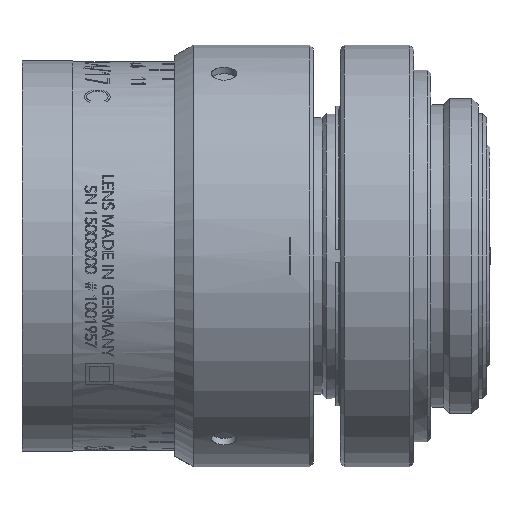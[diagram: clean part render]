
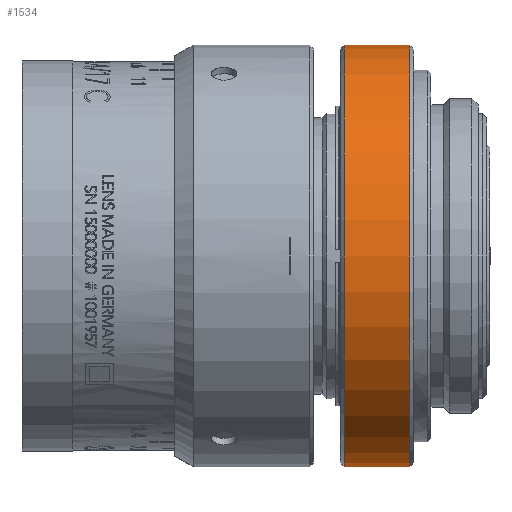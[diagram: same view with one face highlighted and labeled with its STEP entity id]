
A CAD part, front view. The second image highlights one B-rep face of the part: STEP entity #1534.
In plain terms, the highlighted cylindrical face has radius 17 mm (diameter 34 mm), a partial arc.
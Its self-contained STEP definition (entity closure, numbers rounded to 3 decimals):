
#1534=ADVANCED_FACE('',(#3941,#3942,#3943),#1926,.T.);
#1926=CYLINDRICAL_SURFACE('',#14197,17.);
#2388=CIRCLE('',#14190,17.);
#2389=CIRCLE('',#14192,17.);
#2390=CIRCLE('',#14193,17.);
#2391=CIRCLE('',#14194,17.);
#2392=CIRCLE('',#14195,17.);
#2393=CIRCLE('',#14196,17.);
#2654=LINE('',#22827,#3127);
#2663=LINE('',#22852,#3136);
#2669=LINE('',#22892,#3142);
#2878=LINE('',#25130,#3351);
#3127=VECTOR('',#15301,1.);
#3136=VECTOR('',#15318,1.);
#3142=VECTOR('',#15328,1.);
#3351=VECTOR('',#16679,1.);
#3941=FACE_BOUND('',#4842,.T.);
#3942=FACE_BOUND('',#4843,.T.);
#3943=FACE_BOUND('',#4844,.T.);
#4842=EDGE_LOOP('',(#8070,#8071,#8072,#8073));
#4843=EDGE_LOOP('',(#8074,#8075,#8076,#8077));
#4844=EDGE_LOOP('',(#8078,#8079,#8080,#8081));
#8070=ORIENTED_EDGE('',*,*,#12058,.T.);
#8071=ORIENTED_EDGE('',*,*,#12059,.T.);
#8072=ORIENTED_EDGE('',*,*,#12060,.T.);
#8073=ORIENTED_EDGE('',*,*,#12061,.T.);
#8074=ORIENTED_EDGE('',*,*,#12062,.T.);
#8075=ORIENTED_EDGE('',*,*,#11497,.T.);
#8076=ORIENTED_EDGE('',*,*,#12063,.T.);
#8077=ORIENTED_EDGE('',*,*,#11489,.T.);
#8078=ORIENTED_EDGE('',*,*,#12057,.T.);
#8079=ORIENTED_EDGE('',*,*,#11520,.T.);
#8080=ORIENTED_EDGE('',*,*,#12064,.F.);
#8081=ORIENTED_EDGE('',*,*,#11509,.F.);
#9831=VERTEX_POINT('',#22787);
#9832=VERTEX_POINT('',#22798);
#9837=VERTEX_POINT('',#22826);
#9838=VERTEX_POINT('',#22828);
#9845=VERTEX_POINT('',#22851);
#9846=VERTEX_POINT('',#22853);
#9855=VERTEX_POINT('',#22891);
#9856=VERTEX_POINT('',#22893);
#10234=VERTEX_POINT('',#25131);
#10235=VERTEX_POINT('',#25132);
#10236=VERTEX_POINT('',#25134);
#10237=VERTEX_POINT('',#25145);
#11489=EDGE_CURVE('',#9832,#9831,#13112,.T.);
#11497=EDGE_CURVE('',#9838,#9837,#2654,.T.);
#11509=EDGE_CURVE('',#9845,#9846,#2663,.T.);
#11520=EDGE_CURVE('',#9856,#9855,#2669,.T.);
#12057=EDGE_CURVE('',#9845,#9856,#2388,.T.);
#12058=EDGE_CURVE('',#10234,#10235,#2878,.T.);
#12059=EDGE_CURVE('',#10235,#10236,#2389,.T.);
#12060=EDGE_CURVE('',#10236,#10237,#13166,.T.);
#12061=EDGE_CURVE('',#10237,#10234,#2390,.T.);
#12062=EDGE_CURVE('',#9831,#9838,#2391,.T.);
#12063=EDGE_CURVE('',#9837,#9832,#2392,.T.);
#12064=EDGE_CURVE('',#9846,#9855,#2393,.T.);
#13112=B_SPLINE_CURVE_WITH_KNOTS('',3,(#22788,#22789,#22790,#22791,#22792,
#22793,#22794,#22795,#22796,#22797),.UNSPECIFIED.,.F.,.F.,(4,2,2,2,4),(0.,
0.25,0.5,0.75,1.),.UNSPECIFIED.);
#13166=B_SPLINE_CURVE_WITH_KNOTS('',3,(#25135,#25136,#25137,#25138,#25139,
#25140,#25141,#25142,#25143,#25144),.UNSPECIFIED.,.F.,.F.,(4,2,2,2,4),(0.,
0.25,0.5,0.75,1.),.UNSPECIFIED.);
#14190=AXIS2_PLACEMENT_3D('',#25128,#16675,#16676);
#14192=AXIS2_PLACEMENT_3D('',#25133,#16680,#16681);
#14193=AXIS2_PLACEMENT_3D('',#25146,#16682,#16683);
#14194=AXIS2_PLACEMENT_3D('',#25147,#16684,#16685);
#14195=AXIS2_PLACEMENT_3D('',#25148,#16686,#16687);
#14196=AXIS2_PLACEMENT_3D('',#25149,#16688,#16689);
#14197=AXIS2_PLACEMENT_3D('',#25150,#16690,#16691);
#15301=DIRECTION('',(1.,0.,0.));
#15318=DIRECTION('',(1.,0.,0.));
#15328=DIRECTION('',(1.,0.,0.));
#16675=DIRECTION('',(1.,0.,0.));
#16676=DIRECTION('',(0.,0.,-1.));
#16679=DIRECTION('',(-1.,0.,0.));
#16680=DIRECTION('',(-1.,0.,0.));
#16681=DIRECTION('',(0.,1.,0.));
#16682=DIRECTION('',(1.,0.,0.));
#16683=DIRECTION('',(0.,-1.,0.));
#16684=DIRECTION('',(-1.,0.,0.));
#16685=DIRECTION('',(0.,1.,0.));
#16686=DIRECTION('',(1.,0.,0.));
#16687=DIRECTION('',(0.,-1.,0.));
#16688=DIRECTION('',(1.,0.,0.));
#16689=DIRECTION('',(0.,0.,-1.));
#16690=DIRECTION('',(1.,0.,0.));
#16691=DIRECTION('',(0.,0.,-1.));
#22787=CARTESIAN_POINT('',(-24.37,13.5,10.332));
#22788=CARTESIAN_POINT('',(-19.37,13.5,10.332));
#22789=CARTESIAN_POINT('',(-19.37,13.003,10.981));
#22790=CARTESIAN_POINT('',(-19.51,12.453,11.594));
#22791=CARTESIAN_POINT('',(-20.309,11.444,12.591));
#22792=CARTESIAN_POINT('',(-21.047,11.002,12.959));
#22793=CARTESIAN_POINT('',(-22.678,10.998,12.964));
#22794=CARTESIAN_POINT('',(-23.419,11.432,12.602));
#22795=CARTESIAN_POINT('',(-24.231,12.451,11.597));
#22796=CARTESIAN_POINT('',(-24.37,13.002,10.983));
#22797=CARTESIAN_POINT('',(-24.37,13.5,10.332));
#22798=CARTESIAN_POINT('',(-19.37,13.5,10.332));
#22826=CARTESIAN_POINT('',(-19.37,16.217,5.1));
#22827=CARTESIAN_POINT('',(-18.92,16.217,5.1));
#22828=CARTESIAN_POINT('',(-24.37,16.217,5.1));
#22851=CARTESIAN_POINT('',(-24.52,16.983,0.75));
#22852=CARTESIAN_POINT('',(-18.92,16.983,0.75));
#22853=CARTESIAN_POINT('',(-19.22,16.983,0.75));
#22891=CARTESIAN_POINT('',(-19.22,16.983,-0.75));
#22892=CARTESIAN_POINT('',(-18.92,16.983,-0.75));
#22893=CARTESIAN_POINT('',(-24.52,16.983,-0.75));
#25128=CARTESIAN_POINT('',(-24.52,0.,0.));
#25130=CARTESIAN_POINT('',(-18.92,15.708,-6.5));
#25131=CARTESIAN_POINT('',(-20.12,15.708,-6.5));
#25132=CARTESIAN_POINT('',(-23.62,15.708,-6.5));
#25133=CARTESIAN_POINT('',(-23.62,0.,0.));
#25134=CARTESIAN_POINT('',(-23.62,13.5,-10.332));
#25135=CARTESIAN_POINT('',(-23.62,13.5,-10.332));
#25136=CARTESIAN_POINT('',(-23.62,13.146,-10.795));
#25137=CARTESIAN_POINT('',(-23.519,12.766,-11.238));
#25138=CARTESIAN_POINT('',(-22.969,12.067,-11.985));
#25139=CARTESIAN_POINT('',(-22.457,11.752,-12.284));
#25140=CARTESIAN_POINT('',(-21.294,11.748,-12.287));
#25141=CARTESIAN_POINT('',(-20.778,12.061,-11.992));
#25142=CARTESIAN_POINT('',(-20.221,12.762,-11.242));
#25143=CARTESIAN_POINT('',(-20.12,13.145,-10.796));
#25144=CARTESIAN_POINT('',(-20.12,13.5,-10.332));
#25145=CARTESIAN_POINT('',(-20.12,13.5,-10.332));
#25146=CARTESIAN_POINT('',(-20.12,0.,0.));
#25147=CARTESIAN_POINT('',(-24.37,0.,0.));
#25148=CARTESIAN_POINT('',(-19.37,0.,0.));
#25149=CARTESIAN_POINT('',(-19.22,0.,0.));
#25150=CARTESIAN_POINT('',(-18.92,0.,0.));
